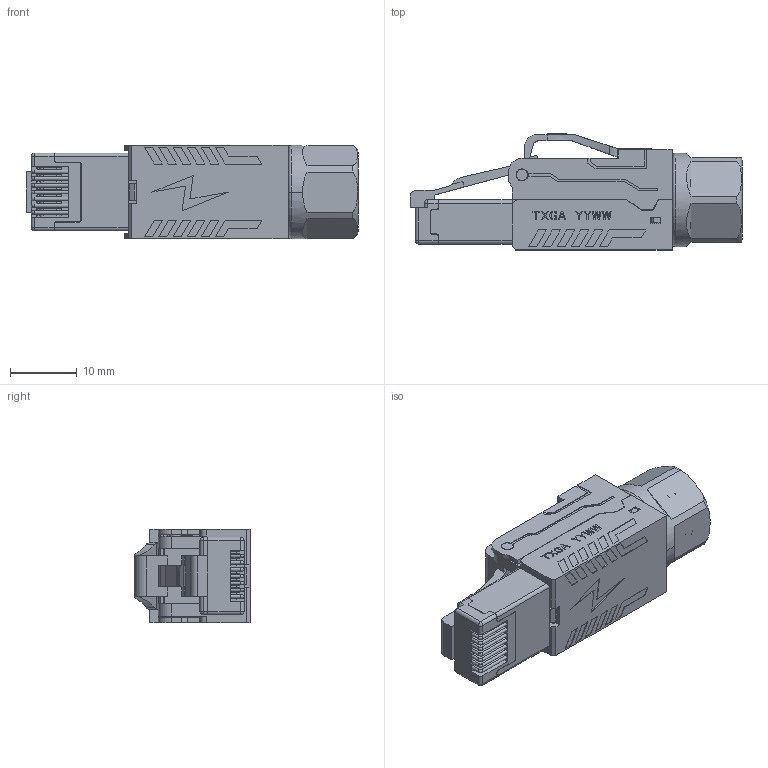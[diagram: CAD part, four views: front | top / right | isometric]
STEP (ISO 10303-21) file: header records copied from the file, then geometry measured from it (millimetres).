
FILE_DESCRIPTION((''),'2;1');
FILE_NAME('UTP-CTA6A_ASM','2025-12-01T18:32:34',('gongchengVV'),(''),'CREO PARAMETRIC BY PTC INC, 2020033','CREO PARAMETRIC BY PTC INC, 2020033','');
FILE_SCHEMA(('CONFIG_CONTROL_DESIGN'));
Length unit declared in the file: millimetre
Products named in the file (1): UTP-CTA6A_ASM
Bounding box: 49.8 x 17.4 x 14.02 mm (x, y, z)
Volume: 4289 mm3; surface area: 8505.2 mm2
Topology: 1 solids, 5 shells, 1437 faces, 4232 edges, 2766 vertices
Faces by surface type: plane 1111, cylinder 236, bspline 53, cone 14, extrusion 11, sphere 8, torus 4
Entity records: 52285 total; most frequent: CARTESIAN_POINT 14061, ORIENTED_EDGE 8432, DIRECTION 7260, EDGE_CURVE 4220, VECTOR 3478, LINE 3467, VERTEX_POINT 2762, AXIS2_PLACEMENT_3D 1891
